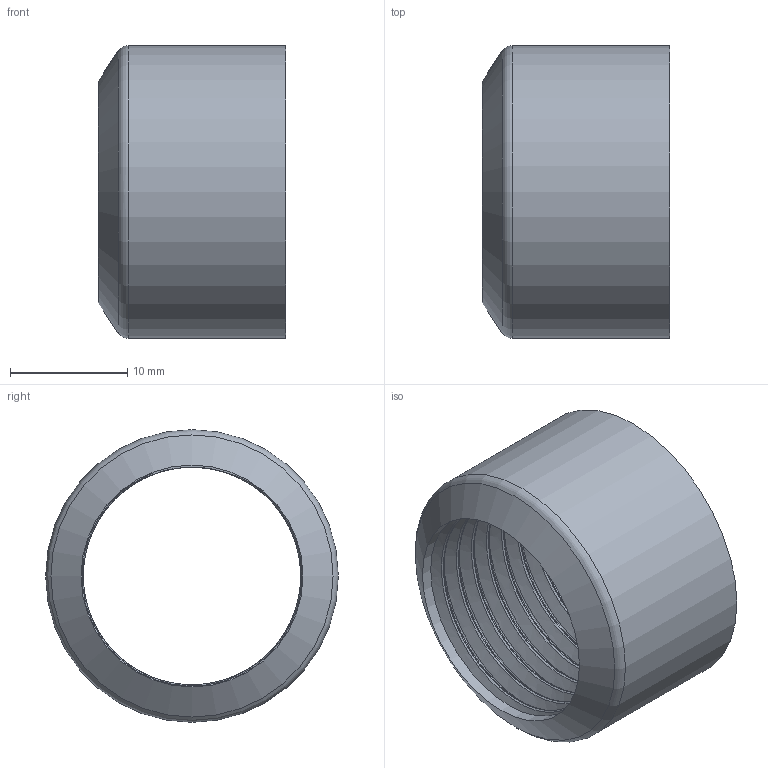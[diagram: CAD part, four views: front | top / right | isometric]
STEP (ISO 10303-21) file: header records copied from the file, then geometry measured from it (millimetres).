
FILE_DESCRIPTION(/* description */ (''),/* implementation_level */ '2;1');
FILE_NAME(/* name */ 'RB92025B.ipt.stp',/* time_stamp */ '2017-02-10T09:53:57+01:00',/* author */ ('Gabriele'),/* organization */ (''),/* preprocessor_version */ 'ST-DEVELOPER v16.5',/* originating_system */ 'Autodesk Inventor 2017',/* authorisation */ '');
FILE_SCHEMA (('AUTOMOTIVE_DESIGN { 1 0 10303 214 3 1 1 }'));
Length unit declared in the file: millimetre
Products named in the file (1): RB92025B
Bounding box: 16 x 25 x 25 mm (x, y, z)
Volume: 2735.8 mm3; surface area: 5251.5 mm2
Topology: 2 solids, 2 shells, 17 faces, 36 edges, 23 vertices
Faces by surface type: bspline 6, cylinder 5, plane 4, torus 1, cone 1
Full cylindrical faces by diameter (mm): 18.96 x1, 20.96 x2, 25 x1
Entity records: 4291 total; most frequent: CARTESIAN_POINT 3960, ORIENTED_EDGE 60, DIRECTION 46, EDGE_CURVE 30, EDGE_LOOP 27, VERTEX_POINT 23, AXIS2_PLACEMENT_3D 23, B_SPLINE_CURVE_WITH_KNOTS 19
